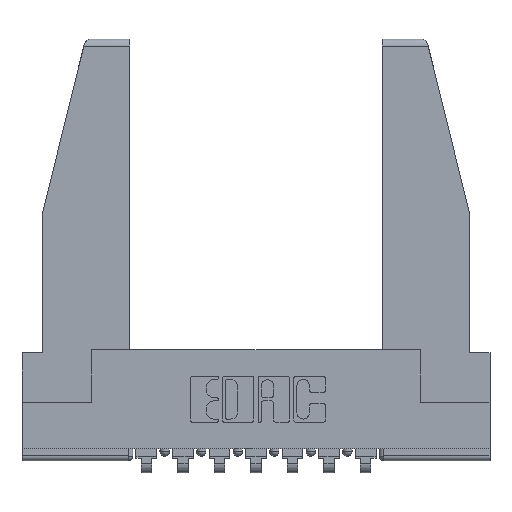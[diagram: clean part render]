
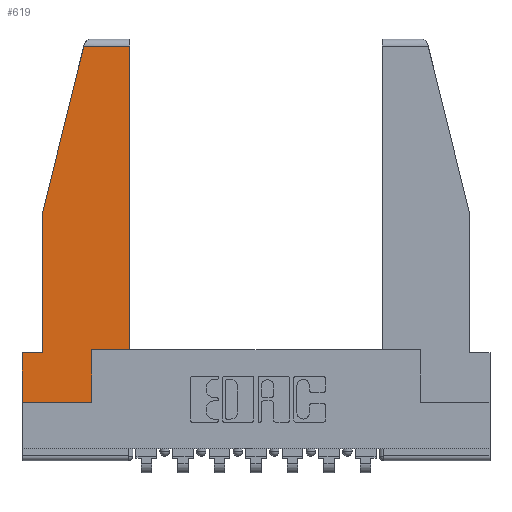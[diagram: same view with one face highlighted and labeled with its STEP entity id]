
A CAD part, top view. The second image highlights one B-rep face of the part: STEP entity #619.
In plain terms, the highlighted planar face has unit normal (0, 0, 1).
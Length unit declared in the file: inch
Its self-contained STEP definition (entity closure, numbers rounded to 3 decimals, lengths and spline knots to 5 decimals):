
#125 = DIRECTION ( 'NONE',  ( 0., 1., 0. ) ) ;
#619 = ADVANCED_FACE ( 'NONE', ( #5819 ), #1170, .T. ) ;
#634 = CARTESIAN_POINT ( 'NONE',  ( 0.086, 0.8, 0. ) ) ;
#760 = VERTEX_POINT ( 'NONE', #6795 ) ;
#1122 = LINE ( 'NONE', #3654, #9053 ) ;
#1170 = PLANE ( 'NONE',  #6634 ) ;
#1669 = LINE ( 'NONE', #12321, #9269 ) ;
#1850 = CARTESIAN_POINT ( 'NONE',  ( 0.461, 1.52, 0. ) ) ;
#2966 = LINE ( 'NONE', #5346, #4990 ) ;
#3210 = ORIENTED_EDGE ( 'NONE', *, *, #3982, .T. ) ;
#3220 = VERTEX_POINT ( 'NONE', #8805 ) ;
#3223 = ORIENTED_EDGE ( 'NONE', *, *, #5484, .T. ) ;
#3344 = CARTESIAN_POINT ( 'NONE',  ( 0., 0., 0. ) ) ;
#3353 = VECTOR ( 'NONE', #7850, 39.37008 ) ;
#3466 = DIRECTION ( 'NONE',  ( -0.239, -0.971, 0. ) ) ;
#3654 = CARTESIAN_POINT ( 'NONE',  ( 0., 0.21, 0. ) ) ;
#3982 = EDGE_CURVE ( 'NONE', #9346, #7768, #1669, .T. ) ;
#4127 = DIRECTION ( 'NONE',  ( 0., 0., 1. ) ) ;
#4162 = LINE ( 'NONE', #8820, #13007 ) ;
#4181 = ORIENTED_EDGE ( 'NONE', *, *, #10888, .T. ) ;
#4647 = EDGE_CURVE ( 'NONE', #7768, #6213, #12944, .T. ) ;
#4793 = VECTOR ( 'NONE', #6225, 39.37008 ) ;
#4990 = VECTOR ( 'NONE', #8556, 39.37008 ) ;
#5025 = DIRECTION ( 'NONE',  ( 1., 0., 0. ) ) ;
#5166 = EDGE_LOOP ( 'NONE', ( #8801, #9837, #3223, #6201, #11220, #12318, #7605, #4181, #3210 ) ) ;
#5200 = DIRECTION ( 'NONE',  ( 0., 1., 0. ) ) ;
#5346 = CARTESIAN_POINT ( 'NONE',  ( 0., 1.52, 0. ) ) ;
#5382 = LINE ( 'NONE', #634, #3353 ) ;
#5442 = VECTOR ( 'NONE', #125, 39.37008 ) ;
#5484 = EDGE_CURVE ( 'NONE', #3220, #10413, #4162, .T. ) ;
#5779 = CARTESIAN_POINT ( 'NONE',  ( 0.297, 0.223, 0. ) ) ;
#5819 = FACE_OUTER_BOUND ( 'NONE', #5166, .T. ) ;
#5949 = LINE ( 'NONE', #11436, #4793 ) ;
#6201 = ORIENTED_EDGE ( 'NONE', *, *, #13143, .T. ) ;
#6213 = VERTEX_POINT ( 'NONE', #1850 ) ;
#6225 = DIRECTION ( 'NONE',  ( 1., 0., 0. ) ) ;
#6464 = CARTESIAN_POINT ( 'NONE',  ( 0.297, 0., 0. ) ) ;
#6634 = AXIS2_PLACEMENT_3D ( 'NONE', #11557, #4127, #11481 ) ;
#6795 = CARTESIAN_POINT ( 'NONE',  ( 0.297, 0., 0. ) ) ;
#7106 = EDGE_CURVE ( 'NONE', #9734, #760, #5949, .T. ) ;
#7273 = LINE ( 'NONE', #9737, #10062 ) ;
#7397 = CARTESIAN_POINT ( 'NONE',  ( 0.086, 0.21, 0. ) ) ;
#7605 = ORIENTED_EDGE ( 'NONE', *, *, #7106, .T. ) ;
#7768 = VERTEX_POINT ( 'NONE', #11634 ) ;
#7850 = DIRECTION ( 'NONE',  ( 0., -1., 0. ) ) ;
#7965 = DIRECTION ( 'NONE',  ( -1., 0., 0. ) ) ;
#8556 = DIRECTION ( 'NONE',  ( -1., 0., 0. ) ) ;
#8587 = EDGE_CURVE ( 'NONE', #6213, #3220, #2966, .T. ) ;
#8610 = CARTESIAN_POINT ( 'NONE',  ( 0.086, 0.8, 0. ) ) ;
#8801 = ORIENTED_EDGE ( 'NONE', *, *, #4647, .T. ) ;
#8805 = CARTESIAN_POINT ( 'NONE',  ( 0.2636, 1.52, 0. ) ) ;
#8820 = CARTESIAN_POINT ( 'NONE',  ( 0.271, 1.55, 0. ) ) ;
#9053 = VECTOR ( 'NONE', #7965, 39.37008 ) ;
#9243 = EDGE_CURVE ( 'NONE', #12293, #9734, #7273, .T. ) ;
#9269 = VECTOR ( 'NONE', #5025, 39.37008 ) ;
#9346 = VERTEX_POINT ( 'NONE', #5779 ) ;
#9515 = VECTOR ( 'NONE', #5200, 39.37008 ) ;
#9734 = VERTEX_POINT ( 'NONE', #3344 ) ;
#9737 = CARTESIAN_POINT ( 'NONE',  ( 0., 0.21, 0. ) ) ;
#9837 = ORIENTED_EDGE ( 'NONE', *, *, #8587, .T. ) ;
#9931 = EDGE_CURVE ( 'NONE', #12863, #12293, #1122, .T. ) ;
#10062 = VECTOR ( 'NONE', #11883, 39.37008 ) ;
#10413 = VERTEX_POINT ( 'NONE', #8610 ) ;
#10847 = CARTESIAN_POINT ( 'NONE',  ( 0., 0.21, 0. ) ) ;
#10888 = EDGE_CURVE ( 'NONE', #760, #9346, #11012, .T. ) ;
#11012 = LINE ( 'NONE', #6464, #5442 ) ;
#11220 = ORIENTED_EDGE ( 'NONE', *, *, #9931, .T. ) ;
#11436 = CARTESIAN_POINT ( 'NONE',  ( 0., 0., 0. ) ) ;
#11455 = CARTESIAN_POINT ( 'NONE',  ( 0.461, 0.223, 0. ) ) ;
#11481 = DIRECTION ( 'NONE',  ( 1., 0., 0. ) ) ;
#11557 = CARTESIAN_POINT ( 'NONE',  ( 0., 0., 0. ) ) ;
#11634 = CARTESIAN_POINT ( 'NONE',  ( 0.461, 0.223, 0. ) ) ;
#11883 = DIRECTION ( 'NONE',  ( 0., -1., 0. ) ) ;
#12293 = VERTEX_POINT ( 'NONE', #10847 ) ;
#12318 = ORIENTED_EDGE ( 'NONE', *, *, #9243, .T. ) ;
#12321 = CARTESIAN_POINT ( 'NONE',  ( 0.297, 0.223, 0. ) ) ;
#12863 = VERTEX_POINT ( 'NONE', #7397 ) ;
#12944 = LINE ( 'NONE', #11455, #9515 ) ;
#13007 = VECTOR ( 'NONE', #3466, 39.37008 ) ;
#13143 = EDGE_CURVE ( 'NONE', #10413, #12863, #5382, .T. ) ;
